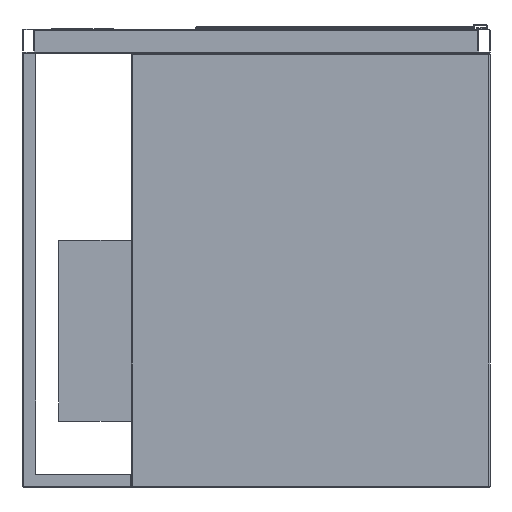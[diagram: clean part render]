
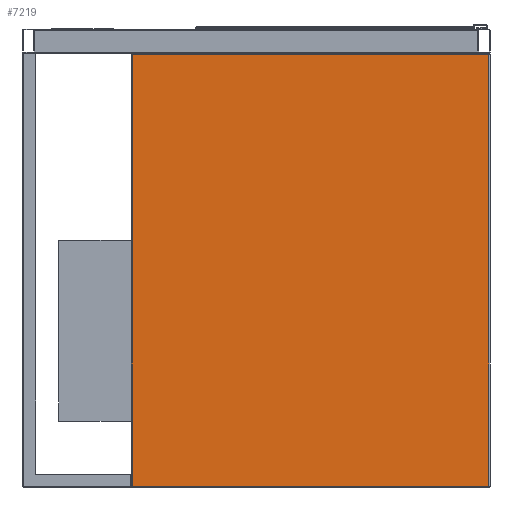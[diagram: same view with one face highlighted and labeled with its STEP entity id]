
A CAD part, front view. The second image highlights one B-rep face of the part: STEP entity #7219.
In plain terms, the highlighted planar face has unit normal (0, -1, 0).
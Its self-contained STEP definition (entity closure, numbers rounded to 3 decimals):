
#332 = VECTOR ( 'NONE', #6973, 1000. ) ;
#527 = EDGE_CURVE ( 'NONE', #12776, #13539, #4739, .T. ) ;
#1285 = LINE ( 'NONE', #9642, #5817 ) ;
#1400 = VECTOR ( 'NONE', #15191, 1000. ) ;
#1800 = AXIS2_PLACEMENT_3D ( 'NONE', #3243, #3403, #9351 ) ;
#2551 = EDGE_LOOP ( 'NONE', ( #11944, #7665, #11681, #13578 ) ) ;
#2591 = VERTEX_POINT ( 'NONE', #7511 ) ;
#2885 = CARTESIAN_POINT ( 'NONE',  ( 295.5, -355., -758. ) ) ;
#3243 = CARTESIAN_POINT ( 'NONE',  ( -297.5, -355., -760. ) ) ;
#3403 = DIRECTION ( 'NONE',  ( 0., -1., 0. ) ) ;
#3825 = FACE_OUTER_BOUND ( 'NONE', #2551, .T. ) ;
#4668 = CARTESIAN_POINT ( 'NONE',  ( 295.5, -355., -760. ) ) ;
#4739 = LINE ( 'NONE', #4668, #1400 ) ;
#5603 = PLANE ( 'NONE',  #1800 ) ;
#5817 = VECTOR ( 'NONE', #9571, 1000. ) ;
#6087 = EDGE_CURVE ( 'NONE', #13539, #13612, #1285, .T. ) ;
#6143 = LINE ( 'NONE', #9576, #8307 ) ;
#6973 = DIRECTION ( 'NONE',  ( 1., 0., 0. ) ) ;
#7219 = ADVANCED_FACE ( 'Fl�che8', ( #3825 ), #5603, .T. ) ;
#7440 = EDGE_CURVE ( 'NONE', #13612, #2591, #6143, .T. ) ;
#7511 = CARTESIAN_POINT ( 'NONE',  ( -295.5, -355., -758. ) ) ;
#7665 = ORIENTED_EDGE ( 'NONE', *, *, #7440, .T. ) ;
#8260 = DIRECTION ( 'NONE',  ( 0., 0., -1. ) ) ;
#8307 = VECTOR ( 'NONE', #8260, 1000. ) ;
#8320 = EDGE_CURVE ( 'NONE', #2591, #12776, #9535, .T. ) ;
#9351 = DIRECTION ( 'NONE',  ( 0., 0., -1. ) ) ;
#9535 = LINE ( 'NONE', #14121, #332 ) ;
#9571 = DIRECTION ( 'NONE',  ( -1., 0., 0. ) ) ;
#9576 = CARTESIAN_POINT ( 'NONE',  ( -295.5, -355., -760. ) ) ;
#9642 = CARTESIAN_POINT ( 'NONE',  ( -297.5, -355., -42. ) ) ;
#11681 = ORIENTED_EDGE ( 'NONE', *, *, #8320, .T. ) ;
#11944 = ORIENTED_EDGE ( 'NONE', *, *, #6087, .T. ) ;
#12776 = VERTEX_POINT ( 'NONE', #2885 ) ;
#13539 = VERTEX_POINT ( 'NONE', #13572 ) ;
#13572 = CARTESIAN_POINT ( 'NONE',  ( 295.5, -355., -42. ) ) ;
#13578 = ORIENTED_EDGE ( 'NONE', *, *, #527, .T. ) ;
#13612 = VERTEX_POINT ( 'NONE', #15125 ) ;
#14121 = CARTESIAN_POINT ( 'NONE',  ( -297.5, -355., -758. ) ) ;
#15125 = CARTESIAN_POINT ( 'NONE',  ( -295.5, -355., -42. ) ) ;
#15191 = DIRECTION ( 'NONE',  ( 0., 0., 1. ) ) ;
